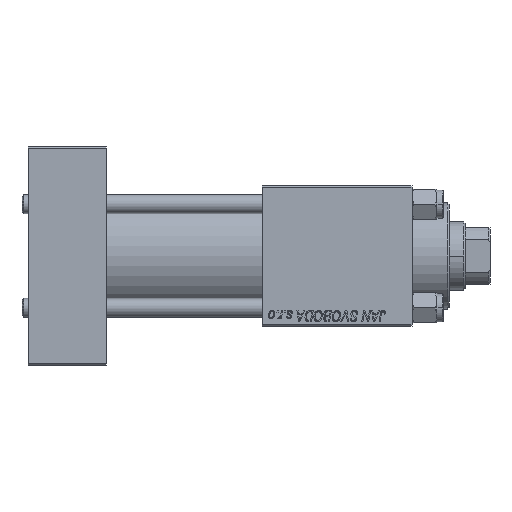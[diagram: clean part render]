
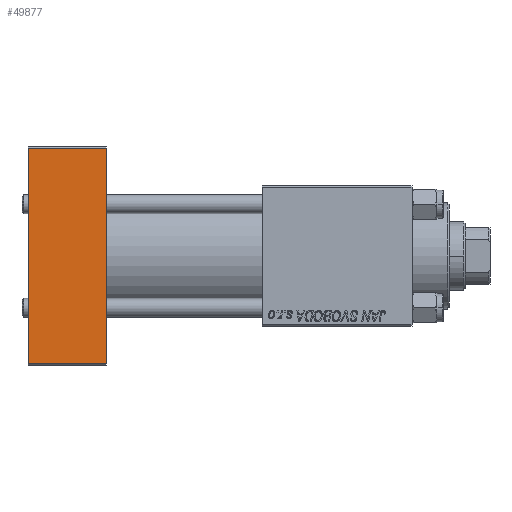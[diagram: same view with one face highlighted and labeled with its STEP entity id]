
A CAD part, front view. The second image highlights one B-rep face of the part: STEP entity #49877.
In plain terms, the highlighted planar face has unit normal (0, -1, 0).
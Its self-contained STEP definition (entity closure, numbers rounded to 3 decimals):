
#282 = PLANE ( 'NONE',  #29491 ) ;
#665 = VECTOR ( 'NONE', #38413, 1000. ) ;
#2161 = ORIENTED_EDGE ( 'NONE', *, *, #29717, .T. ) ;
#2698 = EDGE_CURVE ( 'NONE', #12271, #31692, #30688, .T. ) ;
#3658 = EDGE_LOOP ( 'NONE', ( #2161, #15421, #47234, #16726 ) ) ;
#4568 = DIRECTION ( 'NONE',  ( 0., 1., 0. ) ) ;
#7724 = DIRECTION ( 'NONE',  ( 1., 0., 0. ) ) ;
#8966 = CARTESIAN_POINT ( 'NONE',  ( 25., -22.5, 34.5 ) ) ;
#12271 = VERTEX_POINT ( 'NONE', #36061 ) ;
#15170 = FACE_OUTER_BOUND ( 'NONE', #3658, .T. ) ;
#15421 = ORIENTED_EDGE ( 'NONE', *, *, #2698, .T. ) ;
#16726 = ORIENTED_EDGE ( 'NONE', *, *, #28750, .T. ) ;
#18692 = LINE ( 'NONE', #34122, #665 ) ;
#19015 = DIRECTION ( 'NONE',  ( 0., 0., -1. ) ) ;
#20125 = CARTESIAN_POINT ( 'NONE',  ( 25., -22.5, -34.5 ) ) ;
#26789 = DIRECTION ( 'NONE',  ( 0., 0., 1. ) ) ;
#26844 = CARTESIAN_POINT ( 'NONE',  ( 0., -22.5, 35. ) ) ;
#28750 = EDGE_CURVE ( 'NONE', #29510, #29471, #18692, .T. ) ;
#29471 = VERTEX_POINT ( 'NONE', #35984 ) ;
#29491 = AXIS2_PLACEMENT_3D ( 'NONE', #38668, #4568, #26789 ) ;
#29510 = VERTEX_POINT ( 'NONE', #8966 ) ;
#29717 = EDGE_CURVE ( 'NONE', #29471, #12271, #46060, .T. ) ;
#30688 = LINE ( 'NONE', #42312, #45189 ) ;
#31692 = VERTEX_POINT ( 'NONE', #20125 ) ;
#34122 = CARTESIAN_POINT ( 'NONE',  ( 25., -22.5, 34.5 ) ) ;
#35708 = DIRECTION ( 'NONE',  ( 0., 0., -1. ) ) ;
#35951 = CARTESIAN_POINT ( 'NONE',  ( 25., -22.5, 35. ) ) ;
#35984 = CARTESIAN_POINT ( 'NONE',  ( 0., -22.5, 34.5 ) ) ;
#36061 = CARTESIAN_POINT ( 'NONE',  ( 0., -22.5, -34.5 ) ) ;
#38413 = DIRECTION ( 'NONE',  ( -1., 0., 0. ) ) ;
#38668 = CARTESIAN_POINT ( 'NONE',  ( 25., -22.5, 35. ) ) ;
#39488 = LINE ( 'NONE', #35951, #46990 ) ;
#40252 = VECTOR ( 'NONE', #19015, 1000. ) ;
#42206 = EDGE_CURVE ( 'NONE', #29510, #31692, #39488, .T. ) ;
#42312 = CARTESIAN_POINT ( 'NONE',  ( 25., -22.5, -34.5 ) ) ;
#45189 = VECTOR ( 'NONE', #7724, 1000. ) ;
#46060 = LINE ( 'NONE', #26844, #40252 ) ;
#46990 = VECTOR ( 'NONE', #35708, 1000. ) ;
#47234 = ORIENTED_EDGE ( 'NONE', *, *, #42206, .F. ) ;
#49877 = ADVANCED_FACE ( 'NONE', ( #15170 ), #282, .F. ) ;
